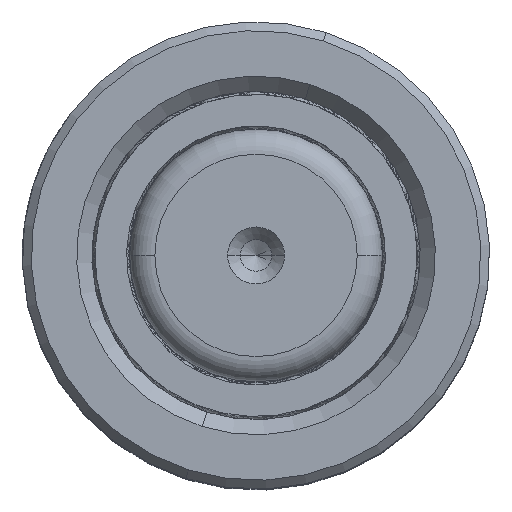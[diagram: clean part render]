
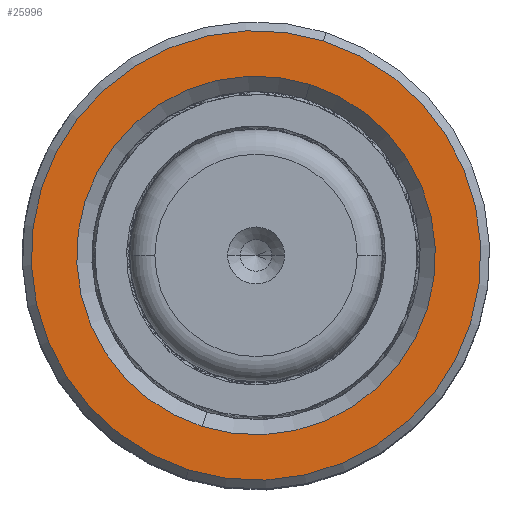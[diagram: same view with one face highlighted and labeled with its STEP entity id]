
A CAD part, top view. The second image highlights one B-rep face of the part: STEP entity #25996.
In plain terms, the highlighted planar face has unit normal (0, 0, 1).
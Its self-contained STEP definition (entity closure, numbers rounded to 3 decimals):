
#905 = AXIS2_PLACEMENT_3D ( 'NONE', #12188, #29221, #9487 ) ;
#1764 = CIRCLE ( 'NONE', #10940, 14.2 ) ;
#1820 = VERTEX_POINT ( 'NONE', #26536 ) ;
#2279 = EDGE_CURVE ( 'NONE', #31055, #1820, #5035, .T. ) ;
#2439 = CARTESIAN_POINT ( 'NONE',  ( 0., 0., 50. ) ) ;
#3908 = DIRECTION ( 'NONE',  ( 1., 0., 0. ) ) ;
#5035 = CIRCLE ( 'NONE', #31253, 17.8 ) ;
#5418 = DIRECTION ( 'NONE',  ( 1., 0., 0. ) ) ;
#5767 = EDGE_CURVE ( 'NONE', #1820, #31055, #10676, .T. ) ;
#5808 = DIRECTION ( 'NONE',  ( 1., 0., 0. ) ) ;
#6496 = AXIS2_PLACEMENT_3D ( 'NONE', #2439, #24793, #5418 ) ;
#8409 = VERTEX_POINT ( 'NONE', #26780 ) ;
#8842 = ORIENTED_EDGE ( 'NONE', *, *, #5767, .T. ) ;
#9487 = DIRECTION ( 'NONE',  ( 1., 0., 0. ) ) ;
#10085 = CIRCLE ( 'NONE', #6496, 14.2 ) ;
#10676 = CIRCLE ( 'NONE', #905, 17.8 ) ;
#10940 = AXIS2_PLACEMENT_3D ( 'NONE', #28244, #34037, #5808 ) ;
#11027 = ORIENTED_EDGE ( 'NONE', *, *, #25631, .T. ) ;
#12188 = CARTESIAN_POINT ( 'NONE',  ( 0., 0., 50. ) ) ;
#12738 = FACE_OUTER_BOUND ( 'NONE', #15380, .T. ) ;
#15380 = EDGE_LOOP ( 'NONE', ( #19983, #8842 ) ) ;
#15587 = DIRECTION ( 'NONE',  ( 0., 0., 1. ) ) ;
#17300 = DIRECTION ( 'NONE',  ( 1., 0., 0. ) ) ;
#19983 = ORIENTED_EDGE ( 'NONE', *, *, #2279, .T. ) ;
#20545 = ORIENTED_EDGE ( 'NONE', *, *, #25362, .T. ) ;
#24793 = DIRECTION ( 'NONE',  ( 0., 0., -1. ) ) ;
#25362 = EDGE_CURVE ( 'NONE', #8409, #30078, #1764, .T. ) ;
#25631 = EDGE_CURVE ( 'NONE', #30078, #8409, #10085, .T. ) ;
#25996 = ADVANCED_FACE ( 'NONE', ( #12738, #27648 ), #32507, .T. ) ;
#26130 = CARTESIAN_POINT ( 'NONE',  ( 0., 0., 50. ) ) ;
#26443 = CARTESIAN_POINT ( 'NONE',  ( -14.2, 0., 50. ) ) ;
#26536 = CARTESIAN_POINT ( 'NONE',  ( 17.8, 0., 50. ) ) ;
#26780 = CARTESIAN_POINT ( 'NONE',  ( 14.2, 0., 50. ) ) ;
#26850 = CARTESIAN_POINT ( 'NONE',  ( 0., 0., 50. ) ) ;
#27648 = FACE_BOUND ( 'NONE', #34904, .T. ) ;
#27858 = AXIS2_PLACEMENT_3D ( 'NONE', #26850, #15587, #3908 ) ;
#28244 = CARTESIAN_POINT ( 'NONE',  ( 0., 0., 50. ) ) ;
#29221 = DIRECTION ( 'NONE',  ( 0., 0., 1. ) ) ;
#30078 = VERTEX_POINT ( 'NONE', #26443 ) ;
#31055 = VERTEX_POINT ( 'NONE', #35078 ) ;
#31253 = AXIS2_PLACEMENT_3D ( 'NONE', #26130, #34138, #17300 ) ;
#32507 = PLANE ( 'NONE',  #27858 ) ;
#34037 = DIRECTION ( 'NONE',  ( 0., 0., -1. ) ) ;
#34138 = DIRECTION ( 'NONE',  ( 0., 0., 1. ) ) ;
#34904 = EDGE_LOOP ( 'NONE', ( #20545, #11027 ) ) ;
#35078 = CARTESIAN_POINT ( 'NONE',  ( -17.8, 0., 50. ) ) ;
